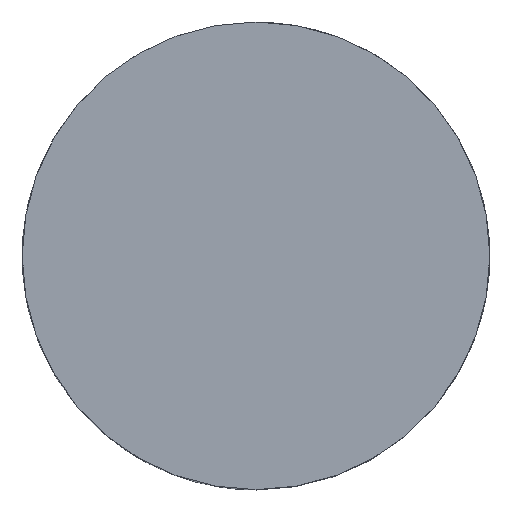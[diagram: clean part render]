
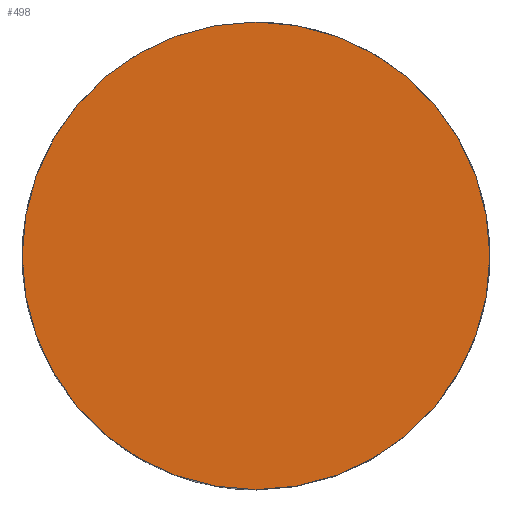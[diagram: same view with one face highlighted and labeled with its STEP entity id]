
A CAD part, top view. The second image highlights one B-rep face of the part: STEP entity #498.
In plain terms, the highlighted planar face has unit normal (0, 0, 1).
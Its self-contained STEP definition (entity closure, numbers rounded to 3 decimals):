
#391=AXIS2_PLACEMENT_3D('Circle Axis2P3D',#389,#390,$) ;
#479=AXIS2_PLACEMENT_3D('Circle Axis2P3D',#477,#478,$) ;
#492=AXIS2_PLACEMENT_3D('Plane Axis2P3D',#489,#490,#491) ;
#386=CARTESIAN_POINT('Vertex',(1.85,3.7,23.6)) ;
#389=CARTESIAN_POINT('Axis2P3D Location',(1.85,1.85,23.6)) ;
#393=CARTESIAN_POINT('Vertex',(1.85,0.,23.6)) ;
#477=CARTESIAN_POINT('Axis2P3D Location',(1.85,1.85,23.6)) ;
#489=CARTESIAN_POINT('Axis2P3D Location',(3.7,1.85,23.6)) ;
#390=DIRECTION('Axis2P3D Direction',(-0.,0.,1.)) ;
#478=DIRECTION('Axis2P3D Direction',(-0.,0.,1.)) ;
#490=DIRECTION('Axis2P3D Direction',(-0.,0.,1.)) ;
#491=DIRECTION('Axis2P3D XDirection',(0.,-1.,0.)) ;
#495=ORIENTED_EDGE('',*,*,#481,.F.) ;
#496=ORIENTED_EDGE('',*,*,#395,.F.) ;
#498=ADVANCED_FACE('Rotation1',(#497),#493,.T.) ;
#392=CIRCLE('generated circle',#391,1.85) ;
#480=CIRCLE('generated circle',#479,1.85) ;
#395=EDGE_CURVE('',#387,#394,#392,.F.) ;
#481=EDGE_CURVE('',#394,#387,#480,.F.) ;
#494=EDGE_LOOP('',(#495,#496)) ;
#497=FACE_OUTER_BOUND('',#494,.T.) ;
#493=PLANE('',#492) ;
#387=VERTEX_POINT('',#386) ;
#394=VERTEX_POINT('',#393) ;
